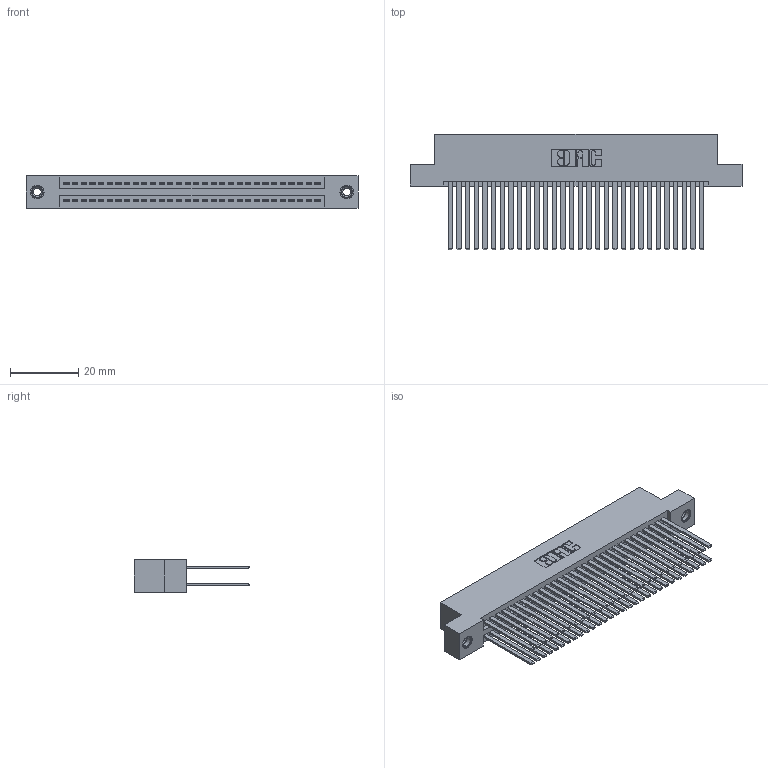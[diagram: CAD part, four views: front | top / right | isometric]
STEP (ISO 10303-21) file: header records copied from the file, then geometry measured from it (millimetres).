
FILE_DESCRIPTION (( 'STEP AP203' ), '1' );
FILE_NAME ('345-060-544-208.STEP', '2018-09-27T03:09:07', ( '' ), ( '' ), 'SwSTEP 2.0', 'SolidWorks 2016', '' );
FILE_SCHEMA (( 'CONFIG_CONTROL_DESIGN' ));
Length unit declared in the file: inch
Products named in the file (4): 345-292-001_345-293-144; 345-250-001_345-250-003-102; 345 Part_Flush Mounting Lugs - 0.156 Dia-TI; 345-060-544-208
Assembly tree (63 placements, depth 2):
  345-060-544-208
    345 Part_Flush Mounting Lugs - 0.156 Dia-TI
    345-292-001_345-293-144  x60
    345-250-001_345-250-003-102  x2
Bounding box: 97.41 x 33.96 x 9.4 mm (x, y, z)
Volume: 10185.6 mm3; surface area: 17302.2 mm2
Topology: 63 solids, 63 shells, 2826 faces, 8337 edges, 5470 vertices
Faces by surface type: plane 1852, cylinder 958, cone 12, torus 4
Entity records: 26156 total; most frequent: CARTESIAN_POINT 4375, ORIENTED_EDGE 4302, DIRECTION 3897, EDGE_CURVE 2151, VECTOR 1883, LINE 1883, VERTEX_POINT 1428, AXIS2_PLACEMENT_3D 1007
